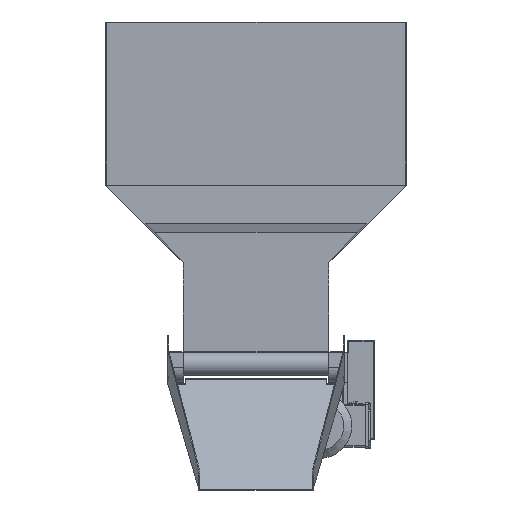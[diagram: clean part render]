
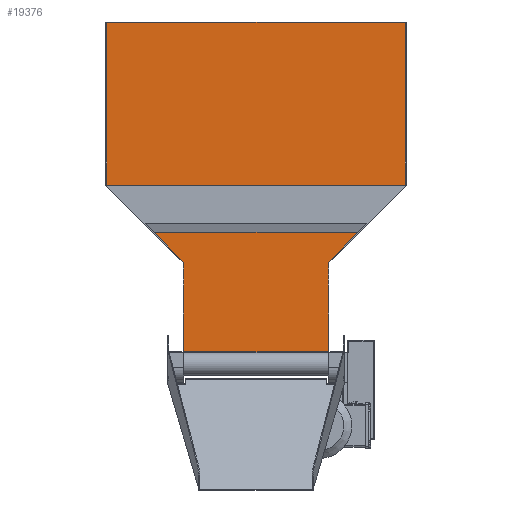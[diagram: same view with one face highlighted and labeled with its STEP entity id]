
A CAD part, front view. The second image highlights one B-rep face of the part: STEP entity #19376.
In plain terms, the highlighted planar face has unit normal (0, -1, 0).
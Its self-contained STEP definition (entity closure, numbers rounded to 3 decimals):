
#5820=ORIENTED_EDGE('',*,*,#9898,.F.);
#5821=ORIENTED_EDGE('',*,*,#9890,.F.);
#5822=ORIENTED_EDGE('',*,*,#9910,.F.);
#5823=ORIENTED_EDGE('',*,*,#9951,.T.);
#5824=ORIENTED_EDGE('',*,*,#9954,.F.);
#5825=ORIENTED_EDGE('',*,*,#9955,.F.);
#5826=ORIENTED_EDGE('',*,*,#9956,.F.);
#5827=ORIENTED_EDGE('',*,*,#9952,.F.);
#9890=EDGE_CURVE('',#12018,#12019,#13514,.T.);
#9898=EDGE_CURVE('',#12019,#12026,#13522,.T.);
#9910=EDGE_CURVE('',#12036,#12018,#13532,.T.);
#9951=EDGE_CURVE('',#12036,#12066,#13571,.T.);
#9952=EDGE_CURVE('',#12026,#12067,#13572,.T.);
#9954=EDGE_CURVE('',#12068,#12066,#13574,.T.);
#9955=EDGE_CURVE('',#12069,#12068,#13575,.T.);
#9956=EDGE_CURVE('',#12067,#12069,#13576,.T.);
#12018=VERTEX_POINT('',#26360);
#12019=VERTEX_POINT('',#26362);
#12026=VERTEX_POINT('',#26379);
#12036=VERTEX_POINT('',#26401);
#12066=VERTEX_POINT('',#26480);
#12067=VERTEX_POINT('',#26484);
#12068=VERTEX_POINT('',#26488);
#12069=VERTEX_POINT('',#26490);
#13514=LINE('',#26361,#15228);
#13522=LINE('',#26378,#15236);
#13532=LINE('',#26402,#15246);
#13571=LINE('',#26481,#15285);
#13572=LINE('',#26483,#15286);
#13574=LINE('',#26487,#15288);
#13575=LINE('',#26489,#15289);
#13576=LINE('',#26491,#15290);
#15228=VECTOR('',#22024,1000.);
#15236=VECTOR('',#22036,1000.);
#15246=VECTOR('',#22052,1000.);
#15285=VECTOR('',#22111,1000.);
#15286=VECTOR('',#22114,1000.);
#15288=VECTOR('',#22118,1000.);
#15289=VECTOR('',#22119,1000.);
#15290=VECTOR('',#22120,1000.);
#16878=EDGE_LOOP('',(#5820,#5821,#5822,#5823,#5824,#5825,#5826,#5827));
#17808=FACE_BOUND('',#16878,.T.);
#18690=PLANE('',#20349);
#19376=ADVANCED_FACE('',(#17808),#18690,.F.);
#20349=AXIS2_PLACEMENT_3D('',#26486,#22116,#22117);
#22024=DIRECTION('',(-0.707,0.,-0.707));
#22036=DIRECTION('',(0.,0.,-1.));
#22052=DIRECTION('',(0.,0.,-1.));
#22111=DIRECTION('',(-1.,0.,0.));
#22114=DIRECTION('',(-1.,0.,0.));
#22116=DIRECTION('',(0.,1.,0.));
#22117=DIRECTION('',(0.,0.,1.));
#22118=DIRECTION('',(0.,0.,1.));
#22119=DIRECTION('',(-0.707,0.,0.707));
#22120=DIRECTION('',(0.,0.,1.));
#26360=CARTESIAN_POINT('',(248.502,1130.5,278.502));
#26361=CARTESIAN_POINT('',(120.,1130.5,150.));
#26362=CARTESIAN_POINT('',(120.,1130.5,150.));
#26378=CARTESIAN_POINT('',(120.,1130.5,150.));
#26379=CARTESIAN_POINT('',(120.,1130.5,1.5));
#26401=CARTESIAN_POINT('',(248.502,1130.5,549.469));
#26402=CARTESIAN_POINT('',(248.502,1130.5,550.));
#26480=CARTESIAN_POINT('',(-248.502,1130.5,549.469));
#26481=CARTESIAN_POINT('',(1354.225,1130.5,549.469));
#26483=CARTESIAN_POINT('',(1354.225,1130.5,1.5));
#26484=CARTESIAN_POINT('',(-120.,1130.5,1.5));
#26486=CARTESIAN_POINT('',(1354.225,1130.5,1.5));
#26487=CARTESIAN_POINT('',(-248.502,1130.5,550.));
#26488=CARTESIAN_POINT('',(-248.502,1130.5,278.502));
#26489=CARTESIAN_POINT('',(-120.,1130.5,150.));
#26490=CARTESIAN_POINT('',(-120.,1130.5,150.));
#26491=CARTESIAN_POINT('',(-120.,1130.5,150.));
